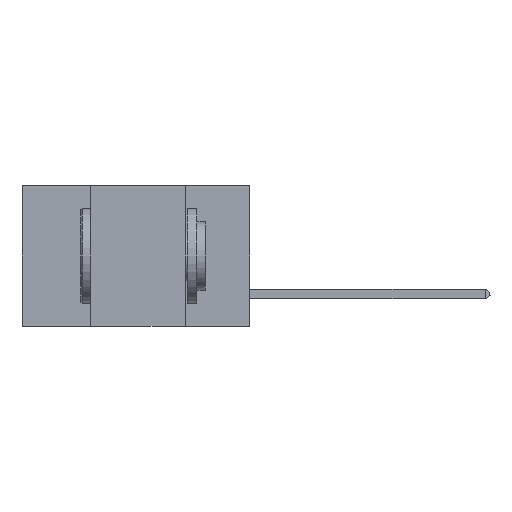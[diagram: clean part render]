
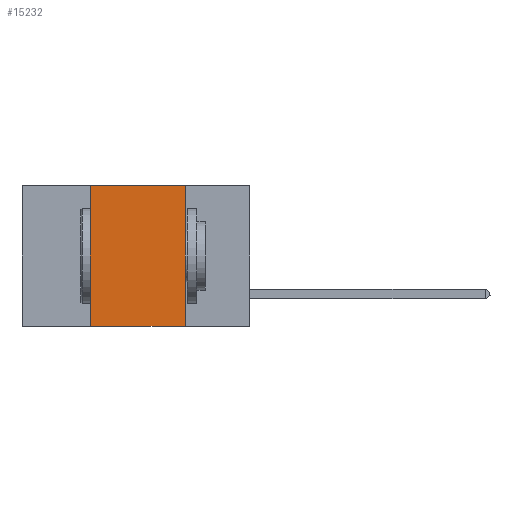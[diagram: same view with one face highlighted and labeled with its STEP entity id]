
A CAD part, left-side view. The second image highlights one B-rep face of the part: STEP entity #15232.
In plain terms, the highlighted planar face has unit normal (-1, 0, 0).
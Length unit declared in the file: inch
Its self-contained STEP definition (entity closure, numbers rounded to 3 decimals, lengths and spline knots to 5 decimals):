
#24 = VERTEX_POINT ( 'NONE', #14143 ) ;
#445 = ORIENTED_EDGE ( 'NONE', *, *, #9200, .T. ) ;
#771 = ORIENTED_EDGE ( 'NONE', *, *, #8193, .F. ) ;
#1202 = CARTESIAN_POINT ( 'NONE',  ( 0., 0.42, 0. ) ) ;
#1686 = VERTEX_POINT ( 'NONE', #4581 ) ;
#1863 = LINE ( 'NONE', #2575, #6977 ) ;
#2575 = CARTESIAN_POINT ( 'NONE',  ( 0., 0.17, 0. ) ) ;
#2607 = AXIS2_PLACEMENT_3D ( 'NONE', #2895, #13810, #14025 ) ;
#2878 = LINE ( 'NONE', #14351, #15408 ) ;
#2895 = CARTESIAN_POINT ( 'NONE',  ( 0., 0.6, 0. ) ) ;
#3586 = VECTOR ( 'NONE', #13290, 39.37008 ) ;
#3631 = LINE ( 'NONE', #1202, #9464 ) ;
#4000 = VERTEX_POINT ( 'NONE', #9339 ) ;
#4581 = CARTESIAN_POINT ( 'NONE',  ( 0., 0.42, -0.37 ) ) ;
#6144 = ORIENTED_EDGE ( 'NONE', *, *, #9600, .F. ) ;
#6977 = VECTOR ( 'NONE', #9928, 39.37008 ) ;
#7743 = VERTEX_POINT ( 'NONE', #10316 ) ;
#8193 = EDGE_CURVE ( 'NONE', #4000, #7743, #2878, .T. ) ;
#8268 = EDGE_CURVE ( 'NONE', #1686, #4000, #3631, .T. ) ;
#8326 = DIRECTION ( 'NONE',  ( 0., 0., 1. ) ) ;
#8786 = EDGE_LOOP ( 'NONE', ( #6144, #771, #11903, #445 ) ) ;
#9200 = EDGE_CURVE ( 'NONE', #1686, #24, #13258, .T. ) ;
#9339 = CARTESIAN_POINT ( 'NONE',  ( 0., 0.42, 0. ) ) ;
#9464 = VECTOR ( 'NONE', #8326, 39.37008 ) ;
#9600 = EDGE_CURVE ( 'NONE', #7743, #24, #1863, .T. ) ;
#9928 = DIRECTION ( 'NONE',  ( 0., 0., -1. ) ) ;
#10274 = FACE_OUTER_BOUND ( 'NONE', #8786, .T. ) ;
#10316 = CARTESIAN_POINT ( 'NONE',  ( 0., 0.17, 0. ) ) ;
#10840 = DIRECTION ( 'NONE',  ( 0., -1., 0. ) ) ;
#10900 = CARTESIAN_POINT ( 'NONE',  ( 0., 0.6, -0.37 ) ) ;
#11903 = ORIENTED_EDGE ( 'NONE', *, *, #8268, .F. ) ;
#12509 = PLANE ( 'NONE',  #2607 ) ;
#13258 = LINE ( 'NONE', #10900, #3586 ) ;
#13290 = DIRECTION ( 'NONE',  ( 0., -1., 0. ) ) ;
#13810 = DIRECTION ( 'NONE',  ( 1., 0., 0. ) ) ;
#14025 = DIRECTION ( 'NONE',  ( 0., 0., -1. ) ) ;
#14143 = CARTESIAN_POINT ( 'NONE',  ( 0., 0.17, -0.37 ) ) ;
#14351 = CARTESIAN_POINT ( 'NONE',  ( 0., 0.6, 0. ) ) ;
#15232 = ADVANCED_FACE ( 'NONE', ( #10274 ), #12509, .F. ) ;
#15408 = VECTOR ( 'NONE', #10840, 39.37008 ) ;
